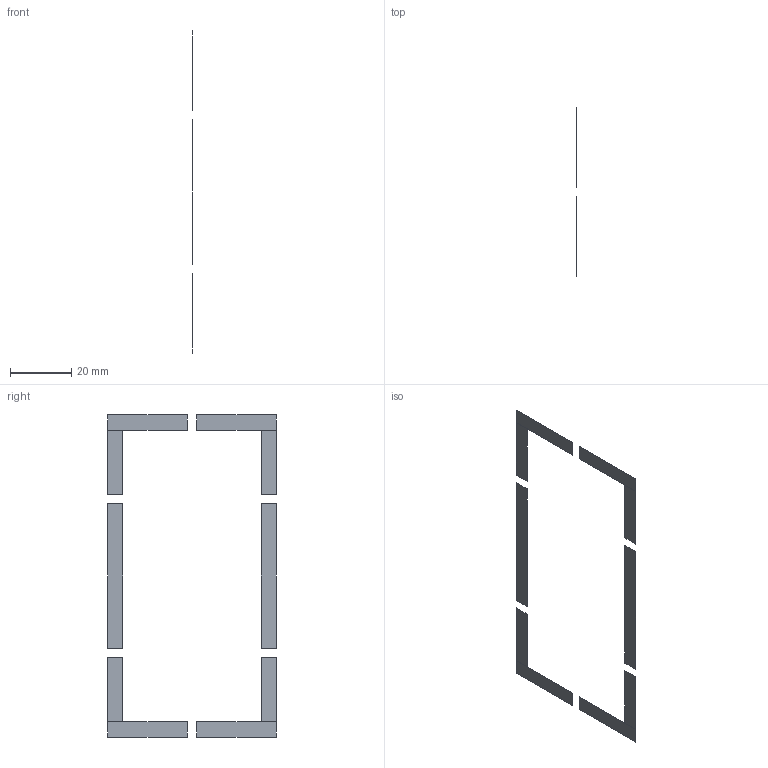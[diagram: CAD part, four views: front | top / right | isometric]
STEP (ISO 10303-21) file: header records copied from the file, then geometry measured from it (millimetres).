
FILE_DESCRIPTION(('STEP AP214'),'1');
FILE_NAME('conductor.stp','2023-03-27T14:12:37',('Joris'),(' '),'Spatial InterOp 3D','CST ACIS InterOp Converter 2021',' ');
FILE_SCHEMA(('AUTOMOTIVE_DESIGN { 1 0 10303 214 1 1 1 1 }'));
Length unit declared in the file: millimetre
Products named in the file (1): cond|Loop1
Bounding box: 0 x 55 x 105 mm (x, y, z)
Surface area: 1410 mm2 (no closed solid volume)
Topology: 0 solids, 10 shells, 10 faces, 40 edges, 40 vertices
Faces by surface type: plane 10
Entity records: 577 total; most frequent: CARTESIAN_POINT 100, DIRECTION 80, ORIENTED_EDGE 40, EDGE_CURVE 40, VERTEX_POINT 40, LINE 40, VECTOR 40, AXIS2_PLACEMENT_3D 20
